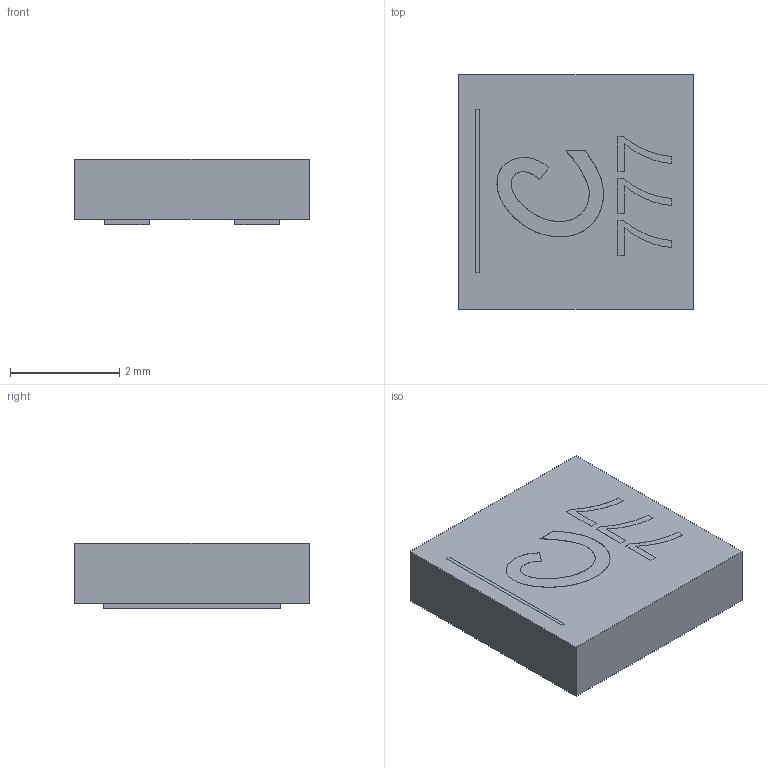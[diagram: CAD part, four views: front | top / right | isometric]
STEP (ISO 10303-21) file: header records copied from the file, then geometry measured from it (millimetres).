
FILE_DESCRIPTION(('FreeCAD Model'),'2;1');
FILE_NAME('Open CASCADE Shape Model','2024-11-16T17:25:07',(''),(''), 'Open CASCADE STEP processor 7.6','FreeCAD','Unknown');
FILE_SCHEMA(('AUTOMOTIVE_DESIGN { 1 0 10303 214 1 1 1 1 }'));
Length unit declared in the file: millimetre
Products named in the file (1): Coilcraft-XFL4012
Bounding box: 4.3 x 4.3 x 1.2 mm (x, y, z)
Volume: 20.9 mm3; surface area: 57.6 mm2
Topology: 1 solids, 1 shells, 60 faces, 150 edges, 99 vertices
Faces by surface type: plane 42, bspline 18
Entity records: 2688 total; most frequent: CARTESIAN_POINT 940, ORIENTED_EDGE 300, DIRECTION 200, EDGE_CURVE 150, LINE 114, VECTOR 114, VERTEX_POINT 99, FACE_BOUND 67
